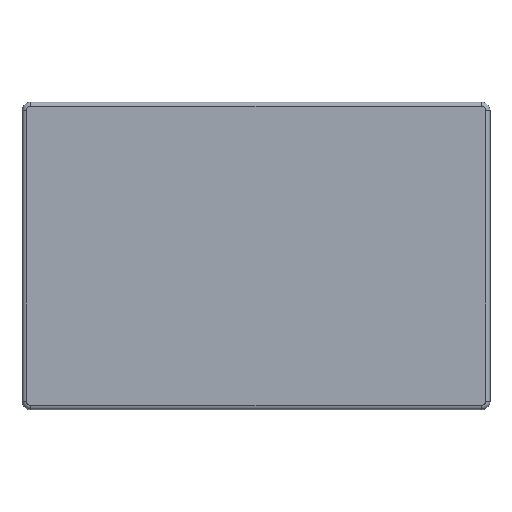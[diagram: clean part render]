
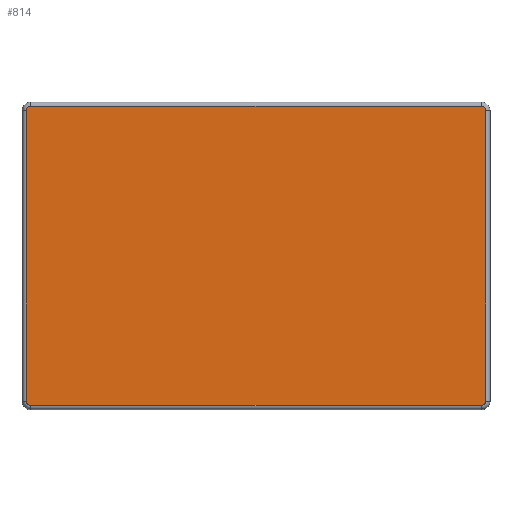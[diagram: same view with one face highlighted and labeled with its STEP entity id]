
A CAD part, top view. The second image highlights one B-rep face of the part: STEP entity #814.
In plain terms, the highlighted planar face has unit normal (0, 0, 1).
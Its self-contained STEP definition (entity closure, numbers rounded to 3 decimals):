
#28=PLANE('',#894);
#64=LINE('',#1202,#157);
#66=LINE('',#1222,#159);
#68=LINE('',#1242,#161);
#70=LINE('',#1259,#163);
#157=VECTOR('',#957,10.);
#159=VECTOR('',#969,10.);
#161=VECTOR('',#981,10.);
#163=VECTOR('',#991,10.);
#270=FACE_OUTER_BOUND('',#320,.T.);
#320=EDGE_LOOP('',(#616,#617,#618,#619,#620,#621,#622,#623));
#362=CIRCLE('',#869,0.25);
#368=CIRCLE('',#876,0.25);
#372=CIRCLE('',#881,0.25);
#376=CIRCLE('',#886,0.25);
#384=VERTEX_POINT('',#1190);
#385=VERTEX_POINT('',#1192);
#387=VERTEX_POINT('',#1198);
#389=VERTEX_POINT('',#1212);
#391=VERTEX_POINT('',#1218);
#393=VERTEX_POINT('',#1232);
#395=VERTEX_POINT('',#1238);
#397=VERTEX_POINT('',#1252);
#454=EDGE_CURVE('',#384,#385,#362,.T.);
#459=EDGE_CURVE('',#385,#387,#64,.T.);
#462=EDGE_CURVE('',#387,#389,#368,.T.);
#465=EDGE_CURVE('',#389,#391,#66,.T.);
#468=EDGE_CURVE('',#391,#393,#372,.T.);
#471=EDGE_CURVE('',#393,#395,#68,.T.);
#474=EDGE_CURVE('',#395,#397,#376,.T.);
#476=EDGE_CURVE('',#397,#384,#70,.T.);
#616=ORIENTED_EDGE('',*,*,#454,.F.);
#617=ORIENTED_EDGE('',*,*,#476,.F.);
#618=ORIENTED_EDGE('',*,*,#474,.F.);
#619=ORIENTED_EDGE('',*,*,#471,.F.);
#620=ORIENTED_EDGE('',*,*,#468,.F.);
#621=ORIENTED_EDGE('',*,*,#465,.F.);
#622=ORIENTED_EDGE('',*,*,#462,.F.);
#623=ORIENTED_EDGE('',*,*,#459,.F.);
#814=ADVANCED_FACE('',(#270),#28,.T.);
#869=AXIS2_PLACEMENT_3D('',#1193,#946,#947);
#876=AXIS2_PLACEMENT_3D('',#1216,#962,#963);
#881=AXIS2_PLACEMENT_3D('',#1236,#974,#975);
#886=AXIS2_PLACEMENT_3D('',#1256,#986,#987);
#894=AXIS2_PLACEMENT_3D('',#1278,#1011,#1012);
#946=DIRECTION('center_axis',(0.,0.,
-1.));
#947=DIRECTION('ref_axis',(-0.707,-0.707,0.));
#957=DIRECTION('',(0.,1.,0.));
#962=DIRECTION('center_axis',(0.,0.,
-1.));
#963=DIRECTION('ref_axis',(-0.707,0.707,0.));
#969=DIRECTION('',(1.,0.,0.));
#974=DIRECTION('center_axis',(0.,0.,
-1.));
#975=DIRECTION('ref_axis',(0.707,0.707,0.));
#981=DIRECTION('',(0.,-1.,0.));
#986=DIRECTION('center_axis',(0.,0.,
-1.));
#987=DIRECTION('ref_axis',(0.707,-0.707,0.));
#991=DIRECTION('',(-1.,0.,0.));
#1011=DIRECTION('center_axis',(0.,0.,
1.));
#1012=DIRECTION('ref_axis',(0.,1.,0.));
#1190=CARTESIAN_POINT('',(-138.88,77.076,6.));
#1192=CARTESIAN_POINT('',(-139.13,77.326,6.));
#1193=CARTESIAN_POINT('Origin',(-138.88,77.326,6.));
#1198=CARTESIAN_POINT('',(-139.13,94.407,6.));
#1202=CARTESIAN_POINT('',(-139.13,81.367,6.));
#1212=CARTESIAN_POINT('',(-138.88,94.657,6.));
#1216=CARTESIAN_POINT('Origin',(-138.88,94.407,6.));
#1218=CARTESIAN_POINT('',(-112.37,94.657,6.));
#1222=CARTESIAN_POINT('',(-132.555,94.657,6.));
#1232=CARTESIAN_POINT('',(-112.12,94.407,6.));
#1236=CARTESIAN_POINT('Origin',(-112.37,94.407,6.));
#1238=CARTESIAN_POINT('',(-112.12,77.326,6.));
#1242=CARTESIAN_POINT('',(-112.12,90.407,6.));
#1252=CARTESIAN_POINT('',(-112.37,77.076,6.));
#1256=CARTESIAN_POINT('Origin',(-112.37,77.326,6.));
#1259=CARTESIAN_POINT('',(-118.8,77.076,6.));
#1278=CARTESIAN_POINT('Origin',(-125.73,85.907,6.));
